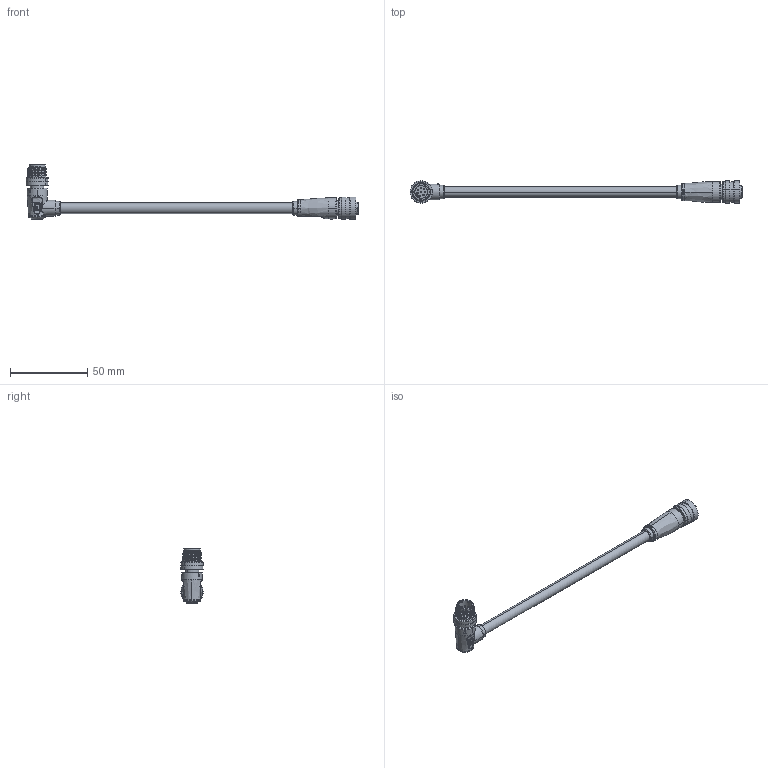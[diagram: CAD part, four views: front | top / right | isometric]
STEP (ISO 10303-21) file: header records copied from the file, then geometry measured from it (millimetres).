
FILE_DESCRIPTION (( 'STEP AP203' ), '1' );
FILE_NAME ('10-05095_revA.STEP', '2022-01-24T19:20:39', ( '' ), ( '' ), 'SwSTEP 2.0', 'SolidWorks 2021', '' );
FILE_SCHEMA (( 'CONFIG_CONTROL_DESIGN' ));
Length unit declared in the file: millimetre
Products named in the file (15): 50-00983-03___; 50-00983-02_For STEP file; 50-00990-01___; 10-05095_revA; 50-00983-01___; 30-01611_blunt cut; 50-00983-05___; 50-00990-02_For STEP file; 50-00990_STEP; 50-00983_STEP; 50-00983-04___; 50-00990-03___; 24-00361; 50-00990-04___; 24-00349_Wire O6.8 mm
Assembly tree (28 placements, depth 3):
  10-05095_revA
    30-01611_blunt cut
    24-00361
    50-00990_STEP
      50-00990-01___
      50-00990-02_For STEP file
      50-00990-03___  x8
      50-00990-04___
    24-00349_Wire O6.8 mm
    50-00983_STEP
      50-00983-01___
      50-00983-02_For STEP file
      50-00983-03___  x8
      50-00983-04___
      50-00983-05___
Bounding box: 214.22 x 14.46 x 35.43 mm (x, y, z)
Volume: 14853.1 mm3; surface area: 70004.8 mm2
Topology: 398 solids, 398 shells, 3742 faces, 8124 edges, 5263 vertices
Faces by surface type: cylinder 1998, plane 1185, torus 228, bspline 161, cone 153, sphere 17
Entity records: 89271 total; most frequent: CARTESIAN_POINT 21454, DIRECTION 14947, ORIENTED_EDGE 12192, AXIS2_PLACEMENT_3D 6410, EDGE_CURVE 6096, VERTEX_POINT 4017, EDGE_LOOP 3759, CIRCLE 3587
